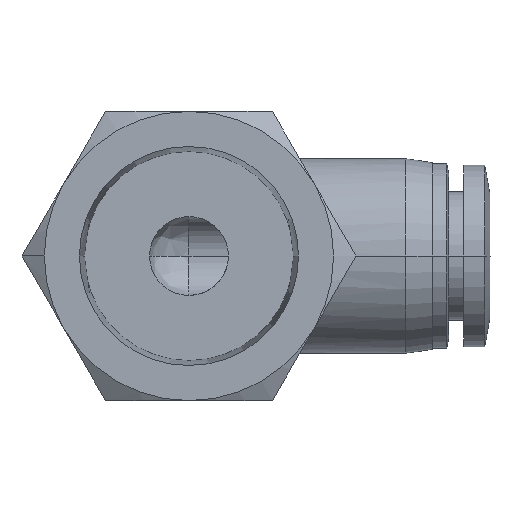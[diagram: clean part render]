
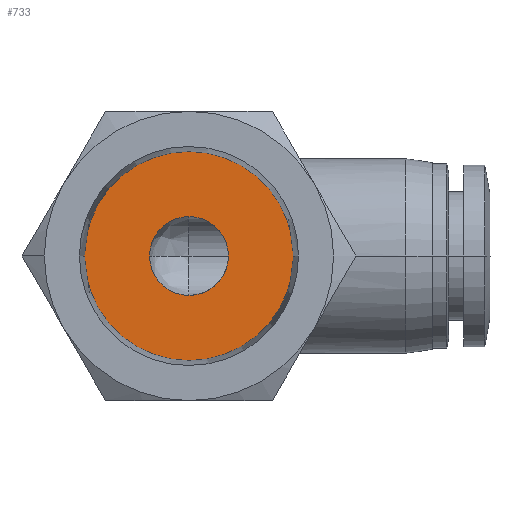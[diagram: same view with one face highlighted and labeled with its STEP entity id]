
A CAD part, front view. The second image highlights one B-rep face of the part: STEP entity #733.
In plain terms, the highlighted planar face has unit normal (0, -1, 0).
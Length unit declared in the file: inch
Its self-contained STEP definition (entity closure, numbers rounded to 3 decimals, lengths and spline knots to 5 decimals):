
#12 = CARTESIAN_POINT ( 'NONE',  ( -0.11811, -0.07874, 0. ) ) ;
#103 = DIRECTION ( 'NONE',  ( -1., 0., 0. ) ) ;
#161 = EDGE_CURVE ( 'NONE', #2641, #603, #2722, .T. ) ;
#230 = CARTESIAN_POINT ( 'NONE',  ( 0.21567, -0.07874, 0. ) ) ;
#267 = VERTEX_POINT ( 'NONE', #1104 ) ;
#499 = FACE_BOUND ( 'NONE', #1623, .T. ) ;
#564 = CIRCLE ( 'NONE', #1667, 0.31323 ) ;
#565 = ORIENTED_EDGE ( 'NONE', *, *, #161, .F. ) ;
#603 = VERTEX_POINT ( 'NONE', #2573 ) ;
#626 = CARTESIAN_POINT ( 'NONE',  ( 0., -0.07874, 0. ) ) ;
#733 = ADVANCED_FACE ( 'NONE', ( #499, #1898 ), #1405, .F. ) ;
#834 = EDGE_CURVE ( 'NONE', #267, #1990, #2728, .T. ) ;
#886 = DIRECTION ( 'NONE',  ( -1., 0., 0. ) ) ;
#1104 = CARTESIAN_POINT ( 'NONE',  ( 0.31323, -0.07874, 0. ) ) ;
#1405 = PLANE ( 'NONE',  #2647 ) ;
#1521 = ORIENTED_EDGE ( 'NONE', *, *, #834, .T. ) ;
#1574 = CARTESIAN_POINT ( 'NONE',  ( 0., -0.07874, 0. ) ) ;
#1623 = EDGE_LOOP ( 'NONE', ( #565, #2887 ) ) ;
#1667 = AXIS2_PLACEMENT_3D ( 'NONE', #1574, #3256, #1828 ) ;
#1690 = AXIS2_PLACEMENT_3D ( 'NONE', #626, #2423, #886 ) ;
#1759 = EDGE_CURVE ( 'NONE', #1990, #267, #564, .T. ) ;
#1828 = DIRECTION ( 'NONE',  ( 1., 0., 0. ) ) ;
#1842 = EDGE_LOOP ( 'NONE', ( #1521, #2302 ) ) ;
#1898 = FACE_OUTER_BOUND ( 'NONE', #1842, .T. ) ;
#1904 = CIRCLE ( 'NONE', #1690, 0.11811 ) ;
#1990 = VERTEX_POINT ( 'NONE', #2210 ) ;
#2156 = DIRECTION ( 'NONE',  ( -1., 0., 0. ) ) ;
#2169 = DIRECTION ( 'NONE',  ( 0., 1., 0. ) ) ;
#2210 = CARTESIAN_POINT ( 'NONE',  ( -0.31323, -0.07874, 0. ) ) ;
#2225 = DIRECTION ( 'NONE',  ( 0., -1., 0. ) ) ;
#2272 = DIRECTION ( 'NONE',  ( 1., 0., 0. ) ) ;
#2281 = DIRECTION ( 'NONE',  ( 0., -1., 0. ) ) ;
#2302 = ORIENTED_EDGE ( 'NONE', *, *, #1759, .T. ) ;
#2359 = EDGE_CURVE ( 'NONE', #603, #2641, #1904, .T. ) ;
#2423 = DIRECTION ( 'NONE',  ( 0., -1., 0. ) ) ;
#2503 = CARTESIAN_POINT ( 'NONE',  ( 0., -0.07874, 0. ) ) ;
#2573 = CARTESIAN_POINT ( 'NONE',  ( 0.11811, -0.07874, 0. ) ) ;
#2576 = AXIS2_PLACEMENT_3D ( 'NONE', #3039, #2225, #2156 ) ;
#2641 = VERTEX_POINT ( 'NONE', #12 ) ;
#2647 = AXIS2_PLACEMENT_3D ( 'NONE', #230, #2169, #103 ) ;
#2722 = CIRCLE ( 'NONE', #2576, 0.11811 ) ;
#2728 = CIRCLE ( 'NONE', #2960, 0.31323 ) ;
#2887 = ORIENTED_EDGE ( 'NONE', *, *, #2359, .F. ) ;
#2960 = AXIS2_PLACEMENT_3D ( 'NONE', #2503, #2281, #2272 ) ;
#3039 = CARTESIAN_POINT ( 'NONE',  ( 0., -0.07874, 0. ) ) ;
#3256 = DIRECTION ( 'NONE',  ( 0., -1., 0. ) ) ;
